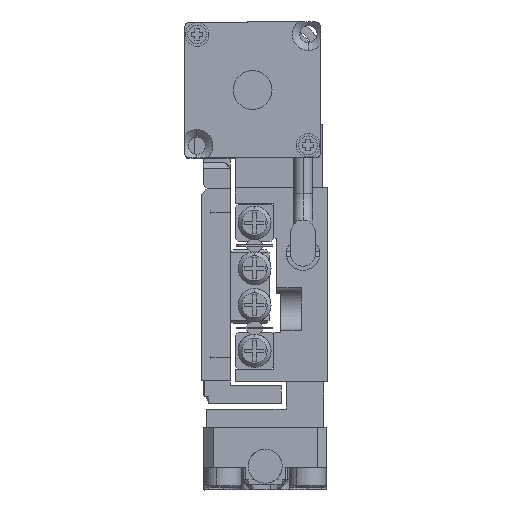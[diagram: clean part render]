
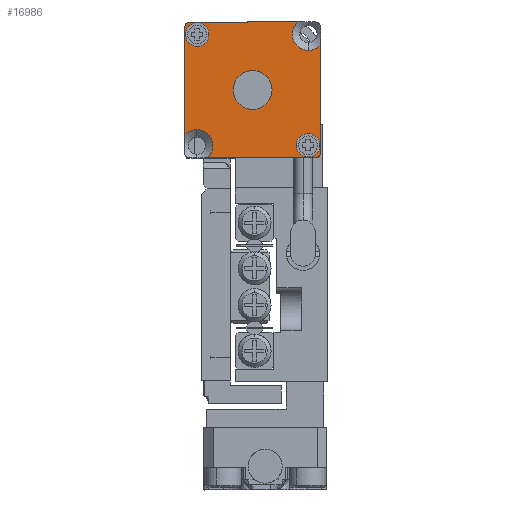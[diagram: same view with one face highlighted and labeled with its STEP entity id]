
A CAD part, left-side view. The second image highlights one B-rep face of the part: STEP entity #16986.
In plain terms, the highlighted face is planar.
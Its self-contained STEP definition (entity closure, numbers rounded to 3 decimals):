
#383 = CARTESIAN_POINT ( 'NONE',  ( 5., -7., 30. ) ) ;
#612 = CARTESIAN_POINT ( 'NONE',  ( 1.25, -1.25, 30. ) ) ;
#988 = VERTEX_POINT ( 'NONE', #17058 ) ;
#1429 = DIRECTION ( 'NONE',  ( 1., 0., 0. ) ) ;
#1598 = CARTESIAN_POINT ( 'NONE',  ( 14., -11.652, 30. ) ) ;
#2544 = DIRECTION ( 'NONE',  ( 1., 0., 0. ) ) ;
#2802 = CIRCLE ( 'NONE', #44108, 2. ) ;
#2855 = ORIENTED_EDGE ( 'NONE', *, *, #7230, .T. ) ;
#2924 = LINE ( 'NONE', #18321, #23635 ) ;
#3151 = CARTESIAN_POINT ( 'NONE',  ( 0., 0., 30. ) ) ;
#3463 = EDGE_CURVE ( 'NONE', #30784, #4795, #18673, .T. ) ;
#4073 = EDGE_CURVE ( 'NONE', #44691, #11902, #17113, .T. ) ;
#4270 = CIRCLE ( 'NONE', #26479, 1.664 ) ;
#4651 = AXIS2_PLACEMENT_3D ( 'NONE', #15405, #30565, #23106 ) ;
#4795 = VERTEX_POINT ( 'NONE', #22225 ) ;
#6027 = EDGE_CURVE ( 'NONE', #30784, #988, #11089, .T. ) ;
#6086 = AXIS2_PLACEMENT_3D ( 'NONE', #41413, #18741, #37905 ) ;
#6751 = AXIS2_PLACEMENT_3D ( 'NONE', #40520, #48500, #18605 ) ;
#7230 = EDGE_CURVE ( 'NONE', #21515, #36760, #2924, .T. ) ;
#7497 = ORIENTED_EDGE ( 'NONE', *, *, #40067, .T. ) ;
#7502 = DIRECTION ( 'NONE',  ( 0., 0., 1. ) ) ;
#7644 = EDGE_LOOP ( 'NONE', ( #27934, #19623 ) ) ;
#8128 = EDGE_CURVE ( 'NONE', #11902, #44691, #26115, .T. ) ;
#8336 = CARTESIAN_POINT ( 'NONE',  ( 12.714, -1.286, 30. ) ) ;
#8615 = CIRCLE ( 'NONE', #47579, 2. ) ;
#8648 = ORIENTED_EDGE ( 'NONE', *, *, #48556, .F. ) ;
#9131 = CARTESIAN_POINT ( 'NONE',  ( 0., -14., 30. ) ) ;
#9653 = ORIENTED_EDGE ( 'NONE', *, *, #24032, .F. ) ;
#9995 = CARTESIAN_POINT ( 'NONE',  ( 12.714, -1.286, 30. ) ) ;
#10479 = CARTESIAN_POINT ( 'NONE',  ( 14., -0.5, 30. ) ) ;
#10632 = AXIS2_PLACEMENT_3D ( 'NONE', #12123, #42755, #1429 ) ;
#10836 = CIRCLE ( 'NONE', #6086, 1.213 ) ;
#10981 = AXIS2_PLACEMENT_3D ( 'NONE', #43823, #17425, #44065 ) ;
#11054 = VECTOR ( 'NONE', #43259, 1000. ) ;
#11089 = LINE ( 'NONE', #3151, #25225 ) ;
#11456 = FACE_BOUND ( 'NONE', #45312, .T. ) ;
#11902 = VERTEX_POINT ( 'NONE', #14728 ) ;
#12123 = CARTESIAN_POINT ( 'NONE',  ( 12.75, -12.75, 30. ) ) ;
#12266 = AXIS2_PLACEMENT_3D ( 'NONE', #35570, #39319, #46811 ) ;
#12429 = EDGE_LOOP ( 'NONE', ( #13549, #49078 ) ) ;
#12592 = CARTESIAN_POINT ( 'NONE',  ( 0., -2.348, 30. ) ) ;
#12732 = VERTEX_POINT ( 'NONE', #17985 ) ;
#13179 = EDGE_CURVE ( 'NONE', #22844, #15364, #4270, .T. ) ;
#13549 = ORIENTED_EDGE ( 'NONE', *, *, #8128, .F. ) ;
#13921 = DIRECTION ( 'NONE',  ( -1., 0., 0. ) ) ;
#14022 = VERTEX_POINT ( 'NONE', #40401 ) ;
#14119 = CARTESIAN_POINT ( 'NONE',  ( 2.499, -12.714, 30. ) ) ;
#14527 = CARTESIAN_POINT ( 'NONE',  ( 11.501, -1.286, 30. ) ) ;
#14728 = CARTESIAN_POINT ( 'NONE',  ( 13.927, -1.286, 30. ) ) ;
#15364 = VERTEX_POINT ( 'NONE', #18739 ) ;
#15405 = CARTESIAN_POINT ( 'NONE',  ( 0.5, -13.5, 30. ) ) ;
#15688 = DIRECTION ( 'NONE',  ( 1., 0., 0. ) ) ;
#15802 = ORIENTED_EDGE ( 'NONE', *, *, #35785, .T. ) ;
#15929 = CARTESIAN_POINT ( 'NONE',  ( 0., 0., 30. ) ) ;
#16083 = CARTESIAN_POINT ( 'NONE',  ( 7., -7., 30. ) ) ;
#16431 = VERTEX_POINT ( 'NONE', #44463 ) ;
#16986 = ADVANCED_FACE ( 'NONE', ( #23389, #30351, #45841, #11456 ), #26627, .T. ) ;
#17058 = CARTESIAN_POINT ( 'NONE',  ( 0., -13.5, 30. ) ) ;
#17113 = CIRCLE ( 'NONE', #20302, 1.213 ) ;
#17425 = DIRECTION ( 'NONE',  ( 0., 0., -1. ) ) ;
#17521 = EDGE_CURVE ( 'NONE', #12732, #15364, #28015, .T. ) ;
#17985 = CARTESIAN_POINT ( 'NONE',  ( 0.5, -14., 30. ) ) ;
#18078 = DIRECTION ( 'NONE',  ( 0., 1., 0. ) ) ;
#18321 = CARTESIAN_POINT ( 'NONE',  ( 14., 0., 30. ) ) ;
#18444 = CARTESIAN_POINT ( 'NONE',  ( 7., -7., 30. ) ) ;
#18605 = DIRECTION ( 'NONE',  ( 1., 0., 0. ) ) ;
#18673 = CIRCLE ( 'NONE', #6751, 1.664 ) ;
#18739 = CARTESIAN_POINT ( 'NONE',  ( 11.652, -14., 30. ) ) ;
#18741 = DIRECTION ( 'NONE',  ( 0., 0., -1. ) ) ;
#19547 = CARTESIAN_POINT ( 'NONE',  ( 9., -7., 30. ) ) ;
#19623 = ORIENTED_EDGE ( 'NONE', *, *, #41976, .F. ) ;
#19706 = VECTOR ( 'NONE', #13921, 1000. ) ;
#20161 = AXIS2_PLACEMENT_3D ( 'NONE', #612, #34183, #45419 ) ;
#20302 = AXIS2_PLACEMENT_3D ( 'NONE', #8336, #23503, #38690 ) ;
#21335 = DIRECTION ( 'NONE',  ( 0., 0., 1. ) ) ;
#21515 = VERTEX_POINT ( 'NONE', #1598 ) ;
#21574 = DIRECTION ( 'NONE',  ( 1., 0., 0. ) ) ;
#22225 = CARTESIAN_POINT ( 'NONE',  ( 2.914, -1.25, 30. ) ) ;
#22424 = DIRECTION ( 'NONE',  ( 0., 0., 1. ) ) ;
#22844 = VERTEX_POINT ( 'NONE', #37408 ) ;
#23005 = ORIENTED_EDGE ( 'NONE', *, *, #13179, .F. ) ;
#23106 = DIRECTION ( 'NONE',  ( 1., 0., 0. ) ) ;
#23389 = FACE_BOUND ( 'NONE', #12429, .T. ) ;
#23503 = DIRECTION ( 'NONE',  ( 0., 0., 1. ) ) ;
#23635 = VECTOR ( 'NONE', #18078, 1000. ) ;
#24032 = EDGE_CURVE ( 'NONE', #4795, #14022, #32872, .T. ) ;
#25225 = VECTOR ( 'NONE', #33236, 1000. ) ;
#25723 = CIRCLE ( 'NONE', #10632, 1.664 ) ;
#25812 = CARTESIAN_POINT ( 'NONE',  ( 12.75, -12.75, 30. ) ) ;
#26115 = CIRCLE ( 'NONE', #29293, 1.213 ) ;
#26216 = AXIS2_PLACEMENT_3D ( 'NONE', #15929, #7502, #15688 ) ;
#26479 = AXIS2_PLACEMENT_3D ( 'NONE', #25812, #21335, #21574 ) ;
#26627 = PLANE ( 'NONE',  #26216 ) ;
#27035 = ORIENTED_EDGE ( 'NONE', *, *, #40338, .T. ) ;
#27934 = ORIENTED_EDGE ( 'NONE', *, *, #36738, .F. ) ;
#28015 = LINE ( 'NONE', #9131, #11054 ) ;
#28491 = ORIENTED_EDGE ( 'NONE', *, *, #6027, .T. ) ;
#29293 = AXIS2_PLACEMENT_3D ( 'NONE', #9995, #29382, #2544 ) ;
#29382 = DIRECTION ( 'NONE',  ( 0., 0., 1. ) ) ;
#29578 = LINE ( 'NONE', #44319, #19706 ) ;
#29619 = DIRECTION ( 'NONE',  ( 1., 0., 0. ) ) ;
#30351 = FACE_OUTER_BOUND ( 'NONE', #39272, .T. ) ;
#30565 = DIRECTION ( 'NONE',  ( 0., 0., 1. ) ) ;
#30765 = DIRECTION ( 'NONE',  ( 0., 0., 1. ) ) ;
#30784 = VERTEX_POINT ( 'NONE', #12592 ) ;
#32228 = CARTESIAN_POINT ( 'NONE',  ( 0.073, -12.714, 30. ) ) ;
#32342 = VERTEX_POINT ( 'NONE', #383 ) ;
#32735 = EDGE_CURVE ( 'NONE', #41793, #40748, #10836, .T. ) ;
#32872 = CIRCLE ( 'NONE', #20161, 1.664 ) ;
#33218 = ORIENTED_EDGE ( 'NONE', *, *, #3463, .F. ) ;
#33236 = DIRECTION ( 'NONE',  ( 0., -1., 0. ) ) ;
#34183 = DIRECTION ( 'NONE',  ( 0., 0., 1. ) ) ;
#35570 = CARTESIAN_POINT ( 'NONE',  ( 13.5, -0.5, 30. ) ) ;
#35785 = EDGE_CURVE ( 'NONE', #36760, #16431, #48848, .T. ) ;
#36391 = ORIENTED_EDGE ( 'NONE', *, *, #39960, .T. ) ;
#36738 = EDGE_CURVE ( 'NONE', #32342, #44568, #2802, .T. ) ;
#36760 = VERTEX_POINT ( 'NONE', #10479 ) ;
#37408 = CARTESIAN_POINT ( 'NONE',  ( 11.086, -12.75, 30. ) ) ;
#37905 = DIRECTION ( 'NONE',  ( 1., 0., 0. ) ) ;
#38690 = DIRECTION ( 'NONE',  ( 1., 0., 0. ) ) ;
#39272 = EDGE_LOOP ( 'NONE', ( #33218, #28491, #27035, #45316, #23005, #8648, #2855, #15802, #7497, #9653 ) ) ;
#39319 = DIRECTION ( 'NONE',  ( 0., 0., 1. ) ) ;
#39960 = EDGE_CURVE ( 'NONE', #40748, #41793, #46739, .T. ) ;
#40067 = EDGE_CURVE ( 'NONE', #16431, #14022, #29578, .T. ) ;
#40338 = EDGE_CURVE ( 'NONE', #988, #12732, #42824, .T. ) ;
#40401 = CARTESIAN_POINT ( 'NONE',  ( 2.348, 0., 30. ) ) ;
#40520 = CARTESIAN_POINT ( 'NONE',  ( 1.25, -1.25, 30. ) ) ;
#40748 = VERTEX_POINT ( 'NONE', #32228 ) ;
#41413 = CARTESIAN_POINT ( 'NONE',  ( 1.286, -12.714, 30. ) ) ;
#41793 = VERTEX_POINT ( 'NONE', #14119 ) ;
#41976 = EDGE_CURVE ( 'NONE', #44568, #32342, #8615, .T. ) ;
#42238 = DIRECTION ( 'NONE',  ( 1., 0., 0. ) ) ;
#42755 = DIRECTION ( 'NONE',  ( 0., 0., 1. ) ) ;
#42824 = CIRCLE ( 'NONE', #4651, 0.5 ) ;
#43259 = DIRECTION ( 'NONE',  ( 1., 0., 0. ) ) ;
#43745 = ORIENTED_EDGE ( 'NONE', *, *, #32735, .T. ) ;
#43823 = CARTESIAN_POINT ( 'NONE',  ( 1.286, -12.714, 30. ) ) ;
#44065 = DIRECTION ( 'NONE',  ( 1., 0., 0. ) ) ;
#44108 = AXIS2_PLACEMENT_3D ( 'NONE', #18444, #22424, #29619 ) ;
#44319 = CARTESIAN_POINT ( 'NONE',  ( 0., 0., 30. ) ) ;
#44463 = CARTESIAN_POINT ( 'NONE',  ( 13.5, 0., 30. ) ) ;
#44568 = VERTEX_POINT ( 'NONE', #19547 ) ;
#44691 = VERTEX_POINT ( 'NONE', #14527 ) ;
#45312 = EDGE_LOOP ( 'NONE', ( #43745, #36391 ) ) ;
#45316 = ORIENTED_EDGE ( 'NONE', *, *, #17521, .T. ) ;
#45419 = DIRECTION ( 'NONE',  ( 1., 0., 0. ) ) ;
#45841 = FACE_BOUND ( 'NONE', #7644, .T. ) ;
#46739 = CIRCLE ( 'NONE', #10981, 1.213 ) ;
#46811 = DIRECTION ( 'NONE',  ( 1., 0., 0. ) ) ;
#47579 = AXIS2_PLACEMENT_3D ( 'NONE', #16083, #30765, #42238 ) ;
#48500 = DIRECTION ( 'NONE',  ( 0., 0., 1. ) ) ;
#48556 = EDGE_CURVE ( 'NONE', #21515, #22844, #25723, .T. ) ;
#48848 = CIRCLE ( 'NONE', #12266, 0.5 ) ;
#49078 = ORIENTED_EDGE ( 'NONE', *, *, #4073, .F. ) ;
